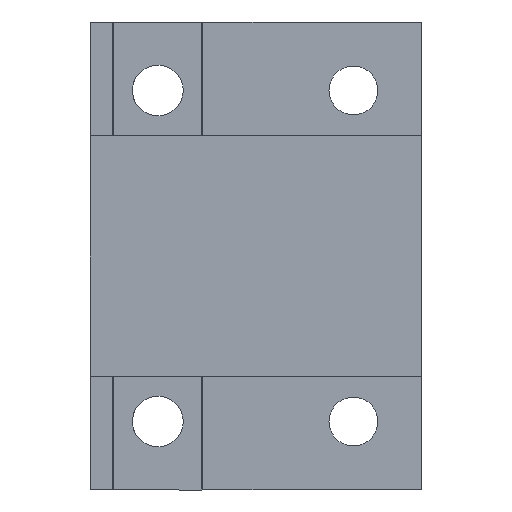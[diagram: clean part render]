
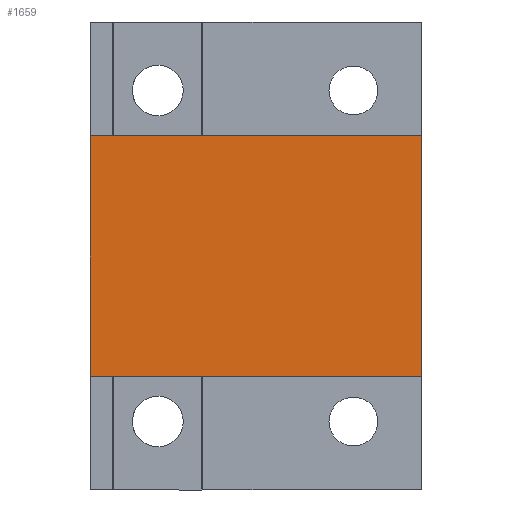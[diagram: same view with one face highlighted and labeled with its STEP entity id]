
A CAD part, front view. The second image highlights one B-rep face of the part: STEP entity #1659.
In plain terms, the highlighted planar face has unit normal (0, -1, 0).
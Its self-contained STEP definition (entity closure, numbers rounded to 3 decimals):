
#58 = PLANE ( 'NONE',  #3032 ) ;
#89 = EDGE_CURVE ( 'NONE', #5642, #1682, #1677, .T. ) ;
#173 = VECTOR ( 'NONE', #5275, 1000. ) ;
#297 = DIRECTION ( 'NONE',  ( 0., 0., -1. ) ) ;
#519 = VERTEX_POINT ( 'NONE', #2430 ) ;
#589 = CARTESIAN_POINT ( 'NONE',  ( -18., 9.1, 32. ) ) ;
#938 = CARTESIAN_POINT ( 'NONE',  ( -18., 9.1, -32. ) ) ;
#1060 = CARTESIAN_POINT ( 'NONE',  ( -18., 9.1, -32. ) ) ;
#1097 = LINE ( 'NONE', #4846, #1968 ) ;
#1108 = DIRECTION ( 'NONE',  ( 0., 0., -1. ) ) ;
#1424 = EDGE_CURVE ( 'NONE', #5024, #5642, #1097, .T. ) ;
#1493 = CARTESIAN_POINT ( 'NONE',  ( 70., 9.1, -32. ) ) ;
#1659 = ADVANCED_FACE ( 'NONE', ( #4337 ), #58, .T. ) ;
#1677 = LINE ( 'NONE', #1060, #6207 ) ;
#1682 = VERTEX_POINT ( 'NONE', #3627 ) ;
#1968 = VECTOR ( 'NONE', #297, 1000. ) ;
#2084 = CARTESIAN_POINT ( 'NONE',  ( -18., 9.1, -32. ) ) ;
#2093 = ORIENTED_EDGE ( 'NONE', *, *, #89, .T. ) ;
#2393 = ORIENTED_EDGE ( 'NONE', *, *, #4496, .T. ) ;
#2430 = CARTESIAN_POINT ( 'NONE',  ( 70., 9.1, 32. ) ) ;
#2807 = EDGE_LOOP ( 'NONE', ( #6164, #2393, #4048, #2093 ) ) ;
#2916 = DIRECTION ( 'NONE',  ( 0., 0., 1. ) ) ;
#3032 = AXIS2_PLACEMENT_3D ( 'NONE', #2084, #6197, #1108 ) ;
#3057 = DIRECTION ( 'NONE',  ( 1., 0., 0. ) ) ;
#3627 = CARTESIAN_POINT ( 'NONE',  ( 70., 9.1, -32. ) ) ;
#4048 = ORIENTED_EDGE ( 'NONE', *, *, #1424, .T. ) ;
#4337 = FACE_OUTER_BOUND ( 'NONE', #2807, .T. ) ;
#4496 = EDGE_CURVE ( 'NONE', #519, #5024, #5386, .T. ) ;
#4846 = CARTESIAN_POINT ( 'NONE',  ( -18., 9.1, 62.2 ) ) ;
#5024 = VERTEX_POINT ( 'NONE', #589 ) ;
#5246 = CARTESIAN_POINT ( 'NONE',  ( -18., 9.1, 32. ) ) ;
#5273 = LINE ( 'NONE', #1493, #6166 ) ;
#5275 = DIRECTION ( 'NONE',  ( -1., 0., 0. ) ) ;
#5386 = LINE ( 'NONE', #5246, #173 ) ;
#5642 = VERTEX_POINT ( 'NONE', #938 ) ;
#6164 = ORIENTED_EDGE ( 'NONE', *, *, #6532, .T. ) ;
#6166 = VECTOR ( 'NONE', #2916, 1000. ) ;
#6197 = DIRECTION ( 'NONE',  ( 0., -1., 0. ) ) ;
#6207 = VECTOR ( 'NONE', #3057, 1000. ) ;
#6532 = EDGE_CURVE ( 'NONE', #1682, #519, #5273, .T. ) ;
